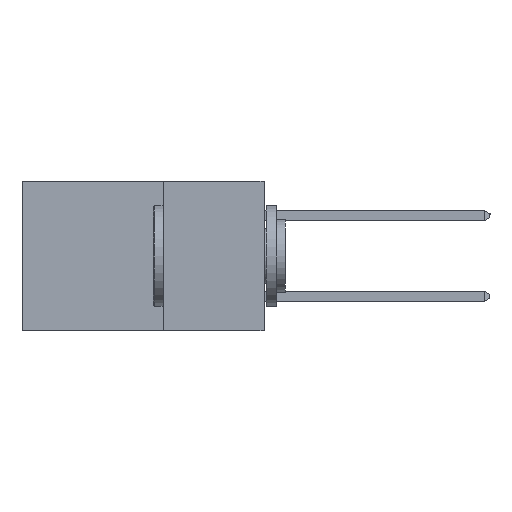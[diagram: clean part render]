
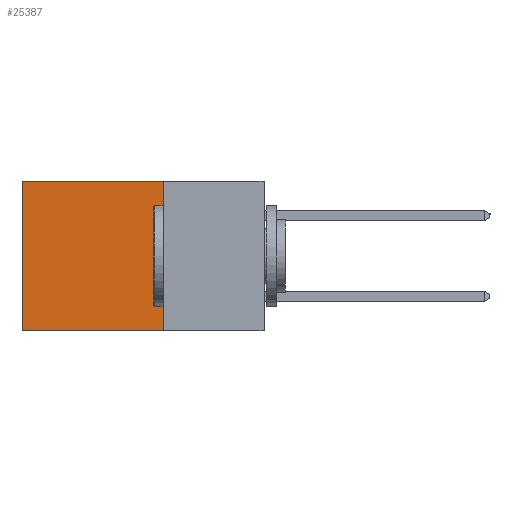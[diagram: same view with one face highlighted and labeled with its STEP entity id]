
A CAD part, left-side view. The second image highlights one B-rep face of the part: STEP entity #25387.
In plain terms, the highlighted planar face has unit normal (-1, 0, 0).
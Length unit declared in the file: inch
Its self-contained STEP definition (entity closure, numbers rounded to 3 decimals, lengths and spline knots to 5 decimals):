
#256 = VECTOR ( 'NONE', #10500, 39.37008 ) ;
#3350 = CARTESIAN_POINT ( 'NONE',  ( 0.2615, 0.25, -0.37 ) ) ;
#4706 = AXIS2_PLACEMENT_3D ( 'NONE', #3350, #25549, #13702 ) ;
#5088 = LINE ( 'NONE', #10915, #10895 ) ;
#6294 = CARTESIAN_POINT ( 'NONE',  ( 0.2615, 0.6, 0. ) ) ;
#7508 = DIRECTION ( 'NONE',  ( 0., 1., 0. ) ) ;
#7797 = VERTEX_POINT ( 'NONE', #6294 ) ;
#8147 = EDGE_CURVE ( 'NONE', #15597, #7797, #21585, .T. ) ;
#8388 = EDGE_CURVE ( 'NONE', #7797, #9371, #22374, .T. ) ;
#8443 = VECTOR ( 'NONE', #7508, 39.37008 ) ;
#8515 = CARTESIAN_POINT ( 'NONE',  ( 0.2615, 0.25, 0. ) ) ;
#9314 = LINE ( 'NONE', #15686, #8443 ) ;
#9371 = VERTEX_POINT ( 'NONE', #20718 ) ;
#9654 = EDGE_CURVE ( 'NONE', #15597, #17812, #5088, .T. ) ;
#9875 = DIRECTION ( 'NONE',  ( 0., 1., 0. ) ) ;
#10500 = DIRECTION ( 'NONE',  ( 0., 0., -1. ) ) ;
#10895 = VECTOR ( 'NONE', #18851, 39.37008 ) ;
#10915 = CARTESIAN_POINT ( 'NONE',  ( 0.2615, 0.25, -0.37 ) ) ;
#13185 = PLANE ( 'NONE',  #4706 ) ;
#13419 = ORIENTED_EDGE ( 'NONE', *, *, #8388, .T. ) ;
#13702 = DIRECTION ( 'NONE',  ( 0., 0., -1. ) ) ;
#14269 = ORIENTED_EDGE ( 'NONE', *, *, #23576, .F. ) ;
#14999 = CARTESIAN_POINT ( 'NONE',  ( 0.2615, 0.25, -0.37 ) ) ;
#15579 = CARTESIAN_POINT ( 'NONE',  ( 0.2615, 0.25, 0. ) ) ;
#15597 = VERTEX_POINT ( 'NONE', #8515 ) ;
#15686 = CARTESIAN_POINT ( 'NONE',  ( 0.2615, 0.25, -0.37 ) ) ;
#17752 = FACE_OUTER_BOUND ( 'NONE', #23486, .T. ) ;
#17812 = VERTEX_POINT ( 'NONE', #14999 ) ;
#18195 = ORIENTED_EDGE ( 'NONE', *, *, #9654, .F. ) ;
#18851 = DIRECTION ( 'NONE',  ( 0., 0., -1. ) ) ;
#20584 = VECTOR ( 'NONE', #9875, 39.37008 ) ;
#20645 = CARTESIAN_POINT ( 'NONE',  ( 0.2615, 0.6, -0.37 ) ) ;
#20718 = CARTESIAN_POINT ( 'NONE',  ( 0.2615, 0.6, -0.37 ) ) ;
#21585 = LINE ( 'NONE', #15579, #20584 ) ;
#22374 = LINE ( 'NONE', #20645, #256 ) ;
#23486 = EDGE_LOOP ( 'NONE', ( #13419, #14269, #18195, #25343 ) ) ;
#23576 = EDGE_CURVE ( 'NONE', #17812, #9371, #9314, .T. ) ;
#25343 = ORIENTED_EDGE ( 'NONE', *, *, #8147, .T. ) ;
#25387 = ADVANCED_FACE ( 'NONE', ( #17752 ), #13185, .F. ) ;
#25549 = DIRECTION ( 'NONE',  ( 1., 0., 0. ) ) ;
